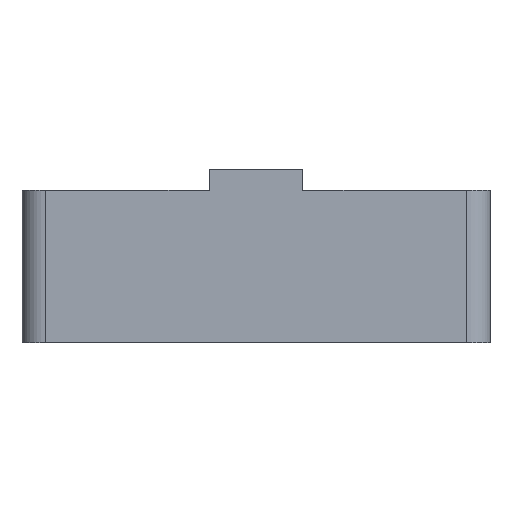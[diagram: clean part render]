
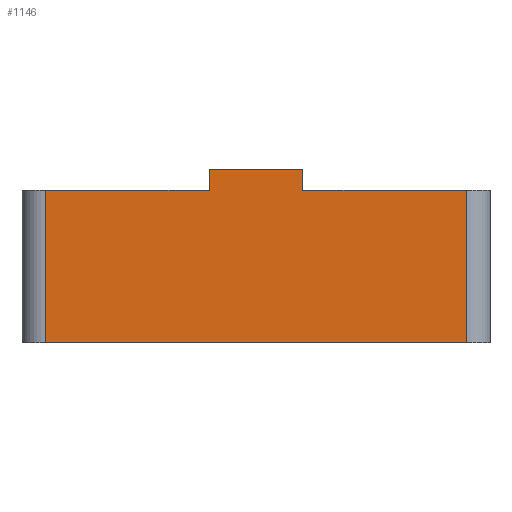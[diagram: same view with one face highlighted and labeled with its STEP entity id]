
A CAD part, front view. The second image highlights one B-rep face of the part: STEP entity #1146.
In plain terms, the highlighted planar face has unit normal (0, -1, 0).
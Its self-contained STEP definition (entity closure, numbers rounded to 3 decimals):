
#13 = EDGE_CURVE ( 'NONE', #793, #198, #897, .T. ) ;
#28 = CARTESIAN_POINT ( 'NONE',  ( 38., 0., 6.5 ) ) ;
#58 = VECTOR ( 'NONE', #1054, 1000. ) ;
#86 = LINE ( 'NONE', #791, #1194 ) ;
#108 = EDGE_CURVE ( 'NONE', #451, #419, #225, .T. ) ;
#118 = CARTESIAN_POINT ( 'NONE',  ( 16., 0., 13. ) ) ;
#132 = FACE_OUTER_BOUND ( 'NONE', #588, .T. ) ;
#181 = VERTEX_POINT ( 'NONE', #624 ) ;
#195 = LINE ( 'NONE', #1222, #441 ) ;
#198 = VERTEX_POINT ( 'NONE', #847 ) ;
#218 = ORIENTED_EDGE ( 'NONE', *, *, #472, .F. ) ;
#225 = LINE ( 'NONE', #118, #916 ) ;
#237 = EDGE_CURVE ( 'NONE', #813, #198, #1264, .T. ) ;
#278 = CARTESIAN_POINT ( 'NONE',  ( 24., 0., 14.8 ) ) ;
#285 = VECTOR ( 'NONE', #1305, 1000. ) ;
#288 = EDGE_CURVE ( 'NONE', #181, #494, #1060, .T. ) ;
#320 = VECTOR ( 'NONE', #833, 1000. ) ;
#339 = ORIENTED_EDGE ( 'NONE', *, *, #108, .F. ) ;
#347 = DIRECTION ( 'NONE',  ( 1., 0., 0. ) ) ;
#369 = DIRECTION ( 'NONE',  ( 1., 0., 0. ) ) ;
#419 = VERTEX_POINT ( 'NONE', #1096 ) ;
#430 = EDGE_CURVE ( 'NONE', #1262, #451, #480, .T. ) ;
#441 = VECTOR ( 'NONE', #819, 1000. ) ;
#451 = VERTEX_POINT ( 'NONE', #888 ) ;
#459 = ORIENTED_EDGE ( 'NONE', *, *, #430, .F. ) ;
#463 = VECTOR ( 'NONE', #1068, 1000. ) ;
#472 = EDGE_CURVE ( 'NONE', #419, #494, #195, .T. ) ;
#477 = EDGE_CURVE ( 'NONE', #181, #813, #86, .T. ) ;
#480 = LINE ( 'NONE', #598, #1257 ) ;
#494 = VERTEX_POINT ( 'NONE', #278 ) ;
#588 = EDGE_LOOP ( 'NONE', ( #814, #1143, #218, #339, #459, #667, #753, #1141 ) ) ;
#598 = CARTESIAN_POINT ( 'NONE',  ( 2., 0., 13. ) ) ;
#604 = DIRECTION ( 'NONE',  ( 1., 0., 0. ) ) ;
#608 = CARTESIAN_POINT ( 'NONE',  ( 2., 0., 0. ) ) ;
#624 = CARTESIAN_POINT ( 'NONE',  ( 24., 0., 13. ) ) ;
#667 = ORIENTED_EDGE ( 'NONE', *, *, #932, .T. ) ;
#712 = AXIS2_PLACEMENT_3D ( 'NONE', #28, #758, #347 ) ;
#715 = CARTESIAN_POINT ( 'NONE',  ( 38., 0., 13. ) ) ;
#741 = DIRECTION ( 'NONE',  ( 0., 0., 1. ) ) ;
#753 = ORIENTED_EDGE ( 'NONE', *, *, #13, .T. ) ;
#758 = DIRECTION ( 'NONE',  ( 0., 1., 0. ) ) ;
#791 = CARTESIAN_POINT ( 'NONE',  ( 24., 0., 13. ) ) ;
#793 = VERTEX_POINT ( 'NONE', #608 ) ;
#806 = CARTESIAN_POINT ( 'NONE',  ( 2., 0., 0. ) ) ;
#813 = VERTEX_POINT ( 'NONE', #715 ) ;
#814 = ORIENTED_EDGE ( 'NONE', *, *, #477, .F. ) ;
#819 = DIRECTION ( 'NONE',  ( 1., 0., 0. ) ) ;
#833 = DIRECTION ( 'NONE',  ( 0., 0., -1. ) ) ;
#839 = LINE ( 'NONE', #1253, #320 ) ;
#847 = CARTESIAN_POINT ( 'NONE',  ( 38., 0., 0. ) ) ;
#888 = CARTESIAN_POINT ( 'NONE',  ( 16., 0., 13. ) ) ;
#897 = LINE ( 'NONE', #806, #285 ) ;
#916 = VECTOR ( 'NONE', #741, 1000. ) ;
#932 = EDGE_CURVE ( 'NONE', #1262, #793, #839, .T. ) ;
#1054 = DIRECTION ( 'NONE',  ( 0., 0., 1. ) ) ;
#1060 = LINE ( 'NONE', #1080, #58 ) ;
#1068 = DIRECTION ( 'NONE',  ( 0., 0., -1. ) ) ;
#1080 = CARTESIAN_POINT ( 'NONE',  ( 24., 0., 13. ) ) ;
#1096 = CARTESIAN_POINT ( 'NONE',  ( 16., 0., 14.8 ) ) ;
#1141 = ORIENTED_EDGE ( 'NONE', *, *, #237, .F. ) ;
#1143 = ORIENTED_EDGE ( 'NONE', *, *, #288, .T. ) ;
#1146 = ADVANCED_FACE ( 'NONE', ( #132 ), #1172, .F. ) ;
#1172 = PLANE ( 'NONE',  #712 ) ;
#1194 = VECTOR ( 'NONE', #369, 1000. ) ;
#1217 = CARTESIAN_POINT ( 'NONE',  ( 2., 0., 13. ) ) ;
#1222 = CARTESIAN_POINT ( 'NONE',  ( 16., 0., 14.8 ) ) ;
#1253 = CARTESIAN_POINT ( 'NONE',  ( 2., 0., 13. ) ) ;
#1257 = VECTOR ( 'NONE', #604, 1000. ) ;
#1262 = VERTEX_POINT ( 'NONE', #1217 ) ;
#1264 = LINE ( 'NONE', #1286, #463 ) ;
#1286 = CARTESIAN_POINT ( 'NONE',  ( 38., 0., 13. ) ) ;
#1305 = DIRECTION ( 'NONE',  ( 1., 0., 0. ) ) ;
